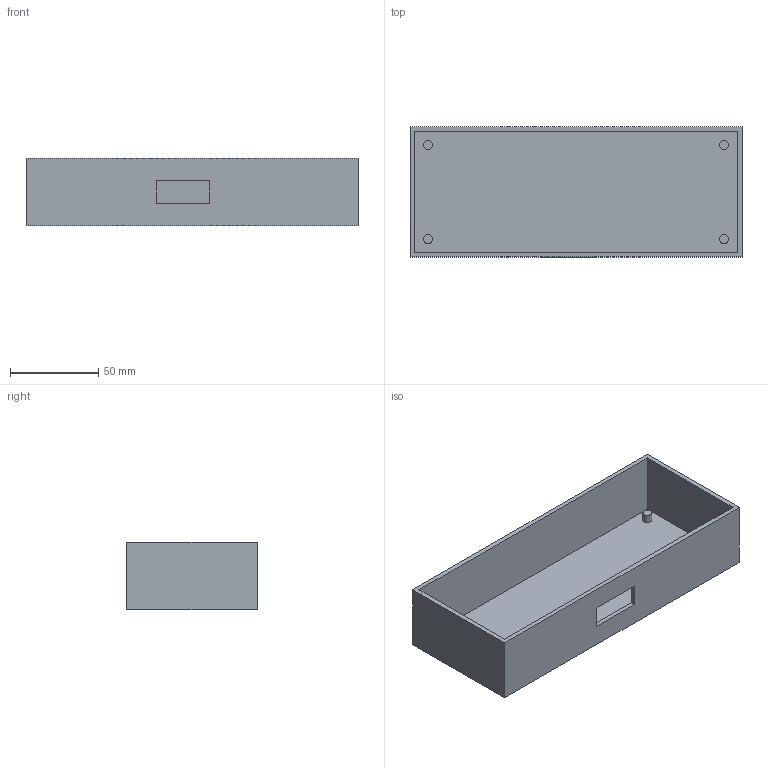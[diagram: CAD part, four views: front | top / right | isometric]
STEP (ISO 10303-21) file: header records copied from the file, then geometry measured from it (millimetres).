
FILE_DESCRIPTION((''),'2;1');
FILE_NAME('QRNG_ENCLOSURE','2025-04-13T19:42:08',('Matthew'),(''),'CREO PARAMETRIC BY PTC INC, 2024063','CREO PARAMETRIC BY PTC INC, 2024063','');
FILE_SCHEMA(('CONFIG_CONTROL_DESIGN'));
Length unit declared in the file: inch
Products named in the file (1): QRNG_ENCLOSURE
Bounding box: 187.96 x 73.66 x 38.1 mm (x, y, z)
Volume: 80937.9 mm3; surface area: 65279 mm2
Topology: 1 solids, 1 shells, 27 faces, 60 edges, 40 vertices
Faces by surface type: plane 19, cylinder 8
Entity records: 794 total; most frequent: DIRECTION 130, CARTESIAN_POINT 127, ORIENTED_EDGE 120, EDGE_CURVE 60, VECTOR 44, LINE 44, AXIS2_PLACEMENT_3D 43, VERTEX_POINT 40
